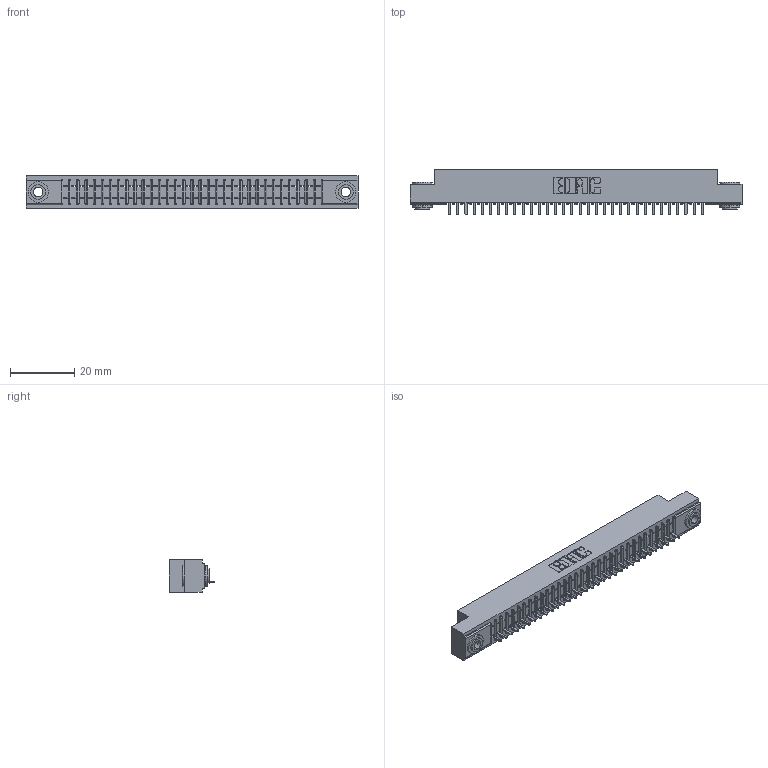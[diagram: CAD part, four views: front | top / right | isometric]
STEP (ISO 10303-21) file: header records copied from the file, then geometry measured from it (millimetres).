
FILE_DESCRIPTION (( 'STEP AP203' ), '1' );
FILE_NAME ('341-032-520-103.STEP', '2018-08-06T20:44:10', ( '' ), ( '' ), 'SwSTEP 2.0', 'SolidWorks 2016', '' );
FILE_SCHEMA (( 'CONFIG_CONTROL_DESIGN' ));
Length unit declared in the file: inch
Products named in the file (4): 341 Part_.156 (3.96) Dia Mounting Holes; 341-292-001_341-292-120; 345-250-002_345-250-002-102; 341-032-520-103
Assembly tree (35 placements, depth 2):
  341-032-520-103
    341 Part_.156 (3.96) Dia Mounting Holes
    341-292-001_341-292-120  x32
    345-250-002_345-250-002-102  x2
Bounding box: 103.5 x 14.27 x 10.16 mm (x, y, z)
Volume: 7408 mm3; surface area: 11455.3 mm2
Topology: 35 solids, 35 shells, 2792 faces, 8012 edges, 5142 vertices
Faces by surface type: plane 1724, cylinder 932, sphere 66, torus 62, cone 8
Entity records: 40100 total; most frequent: CARTESIAN_POINT 6785, ORIENTED_EDGE 6764, DIRECTION 6574, EDGE_CURVE 3382, VECTOR 2712, LINE 2712, VERTEX_POINT 2142, AXIS2_PLACEMENT_3D 1931
